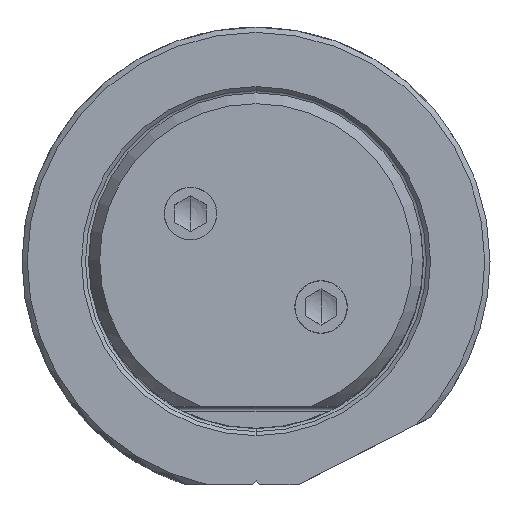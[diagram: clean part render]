
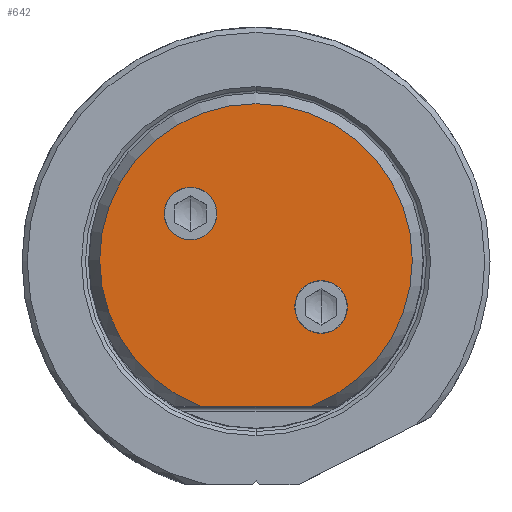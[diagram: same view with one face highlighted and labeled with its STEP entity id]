
A CAD part, top view. The second image highlights one B-rep face of the part: STEP entity #642.
In plain terms, the highlighted planar face has unit normal (0, 0, 1).
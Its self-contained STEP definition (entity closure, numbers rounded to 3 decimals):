
#110=PLANE('',#5741);
#642=ADVANCED_FACE('',(#919,#920,#921),#110,.T.);
#919=FACE_BOUND('',#1065,.T.);
#920=FACE_BOUND('',#1066,.T.);
#921=FACE_BOUND('',#1067,.T.);
#1065=EDGE_LOOP('',(#2867,#2868,#2869,#2870));
#1066=EDGE_LOOP('',(#2871,#2872));
#1067=EDGE_LOOP('',(#2873,#2874));
#1403=LINE('',#12396,#1711);
#1711=VECTOR('',#6767,1.);
#2867=ORIENTED_EDGE('',*,*,#4661,.T.);
#2868=ORIENTED_EDGE('',*,*,#4660,.T.);
#2869=ORIENTED_EDGE('',*,*,#4657,.T.);
#2870=ORIENTED_EDGE('',*,*,#4662,.T.);
#2871=ORIENTED_EDGE('',*,*,#4663,.T.);
#2872=ORIENTED_EDGE('',*,*,#4664,.T.);
#2873=ORIENTED_EDGE('',*,*,#4665,.T.);
#2874=ORIENTED_EDGE('',*,*,#4666,.T.);
#3992=VERTEX_POINT('',#12397);
#3993=VERTEX_POINT('',#12398);
#3994=VERTEX_POINT('',#12409);
#3995=VERTEX_POINT('',#12411);
#3996=VERTEX_POINT('',#12415);
#3997=VERTEX_POINT('',#12416);
#3998=VERTEX_POINT('',#12419);
#3999=VERTEX_POINT('',#12420);
#4657=EDGE_CURVE('',#3992,#3993,#1403,.T.);
#4660=EDGE_CURVE('',#3994,#3992,#5160,.T.);
#4661=EDGE_CURVE('',#3995,#3994,#5161,.T.);
#4662=EDGE_CURVE('',#3993,#3995,#5162,.T.);
#4663=EDGE_CURVE('',#3996,#3997,#5163,.T.);
#4664=EDGE_CURVE('',#3997,#3996,#5164,.T.);
#4665=EDGE_CURVE('',#3998,#3999,#5165,.T.);
#4666=EDGE_CURVE('',#3999,#3998,#5166,.T.);
#5160=CIRCLE('',#5733,14.847);
#5161=CIRCLE('',#5734,14.847);
#5162=CIRCLE('',#5735,14.847);
#5163=CIRCLE('',#5737,2.5);
#5164=CIRCLE('',#5738,2.5);
#5165=CIRCLE('',#5739,2.5);
#5166=CIRCLE('',#5740,2.5);
#5733=AXIS2_PLACEMENT_3D('',#12408,#6770,#6771);
#5734=AXIS2_PLACEMENT_3D('',#12410,#6772,#6773);
#5735=AXIS2_PLACEMENT_3D('',#12412,#6774,#6775);
#5737=AXIS2_PLACEMENT_3D('',#12414,#6778,#6779);
#5738=AXIS2_PLACEMENT_3D('',#12417,#6780,#6781);
#5739=AXIS2_PLACEMENT_3D('',#12418,#6782,#6783);
#5740=AXIS2_PLACEMENT_3D('',#12421,#6784,#6785);
#5741=AXIS2_PLACEMENT_3D('',#12422,#6786,#6787);
#6767=DIRECTION('',(1.,0.,0.));
#6770=DIRECTION('',(0.,0.,1.));
#6771=DIRECTION('',(-1.,0.,0.));
#6772=DIRECTION('',(0.,0.,1.));
#6773=DIRECTION('',(1.,0.,0.));
#6774=DIRECTION('',(0.,0.,1.));
#6775=DIRECTION('',(0.356,-0.935,0.));
#6778=DIRECTION('',(0.,0.,-1.));
#6779=DIRECTION('',(1.,0.,0.));
#6780=DIRECTION('',(0.,0.,-1.));
#6781=DIRECTION('',(-1.,0.,0.));
#6782=DIRECTION('',(0.,0.,-1.));
#6783=DIRECTION('',(1.,0.,0.));
#6784=DIRECTION('',(0.,0.,-1.));
#6785=DIRECTION('',(-1.,0.,0.));
#6786=DIRECTION('',(0.,0.,1.));
#6787=DIRECTION('',(1.,0.,0.));
#12396=CARTESIAN_POINT('',(-5.284,-13.875,60.33));
#12397=CARTESIAN_POINT('',(-5.284,-13.875,60.33));
#12398=CARTESIAN_POINT('',(5.284,-13.875,60.33));
#12408=CARTESIAN_POINT('',(0.,0.,60.33));
#12409=CARTESIAN_POINT('',(-14.847,0.,60.33));
#12410=CARTESIAN_POINT('',(0.,0.,60.33));
#12411=CARTESIAN_POINT('',(14.847,0.,60.33));
#12412=CARTESIAN_POINT('',(0.,0.,60.33));
#12414=CARTESIAN_POINT('',(6.177,-4.46,60.33));
#12415=CARTESIAN_POINT('',(8.677,-4.46,60.33));
#12416=CARTESIAN_POINT('',(3.677,-4.46,60.33));
#12417=CARTESIAN_POINT('',(6.177,-4.46,60.33));
#12418=CARTESIAN_POINT('',(-6.216,4.406,60.33));
#12419=CARTESIAN_POINT('',(-3.716,4.406,60.33));
#12420=CARTESIAN_POINT('',(-8.716,4.406,60.33));
#12421=CARTESIAN_POINT('',(-6.216,4.406,60.33));
#12422=CARTESIAN_POINT('',(0.,0.486,60.33));
